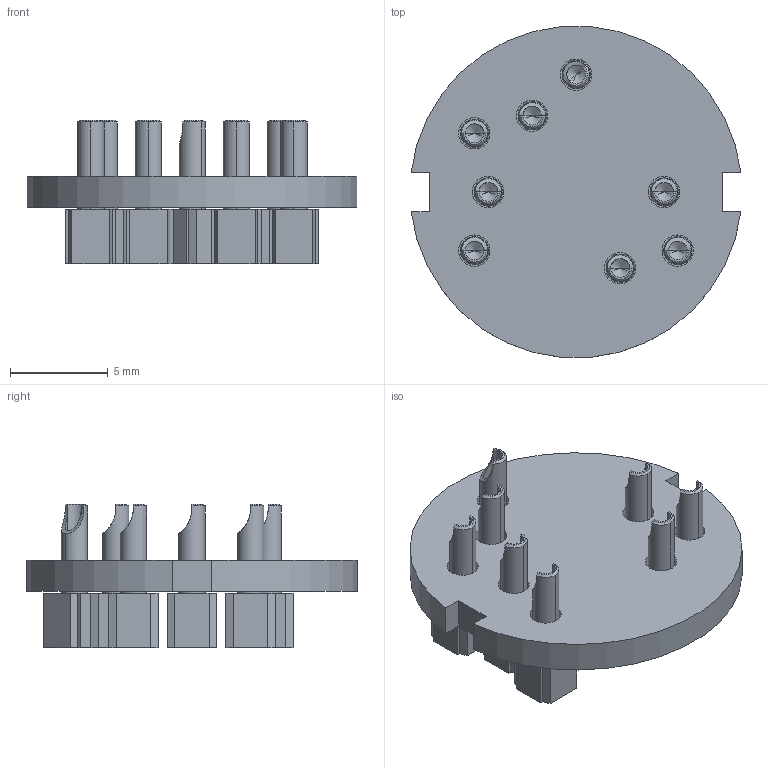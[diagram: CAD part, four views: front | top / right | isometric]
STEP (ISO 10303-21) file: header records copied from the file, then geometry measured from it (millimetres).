
FILE_DESCRIPTION(('KiCad electronic assembly'),'2;1');
FILE_NAME('microphone.step','2020-04-25T17:04:41',('An Author'),( 'A Company'),'Open CASCADE STEP processor 7.4', 'KiCad to STEP converter','Unknown');
FILE_SCHEMA(('AUTOMOTIVE_DESIGN { 1 0 10303 214 1 1 1 1 }'));
Length unit declared in the file: millimetre
Products named in the file (4): Open CASCADE STEP translator 7.4 1; mill-max-329-13-101-41-540000; COMPOUND
Assembly tree (10 placements, depth 3):
  Open CASCADE STEP translator 7.4 1
    mill-max-329-13-101-41-540000  x8
      COMPOUND
    COMPOUND
Bounding box: 16.87 x 16.93 x 7.37 mm (x, y, z)
Volume: 464.8 mm3; surface area: 1398.7 mm2
Topology: 17 solids, 17 shells, 379 faces, 907 edges, 562 vertices
Faces by surface type: plane 177, cylinder 130, cone 72
Full cylindrical faces by diameter (mm): 1.6 x8
Entity records: 4474 total; most frequent: CARTESIAN_POINT 1184, DIRECTION 616, LINE 357, VECTOR 357, ORIENTED_EDGE 308, PCURVE 308, DEFINITIONAL_REPRESENTATION 308, EDGE_CURVE 154
